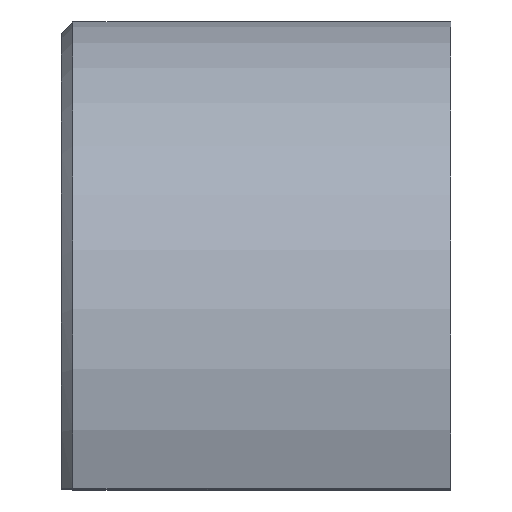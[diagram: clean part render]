
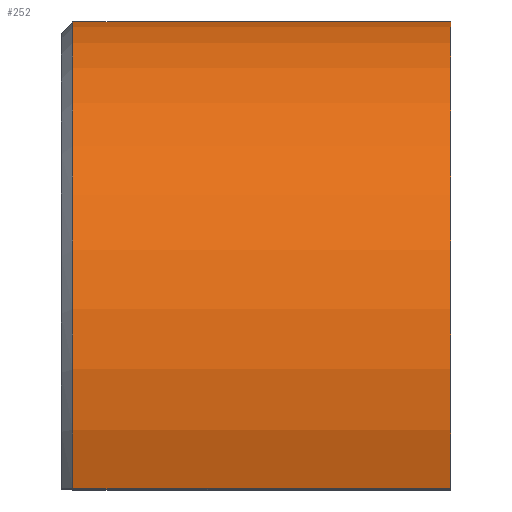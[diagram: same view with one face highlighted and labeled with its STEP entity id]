
A CAD part, top view. The second image highlights one B-rep face of the part: STEP entity #252.
In plain terms, the highlighted cylindrical face has radius 45 mm (diameter 90 mm), a partial arc.
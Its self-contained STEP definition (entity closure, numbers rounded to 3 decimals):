
#211=CARTESIAN_POINT('',(-25.0,0.0,0.0));
#212=DIRECTION('',(1.0,0.0,0.0));
#213=DIRECTION('',(0.0,1.0,0.0));
#214=AXIS2_PLACEMENT_3D('',#211,#212,#213);
#215=CYLINDRICAL_SURFACE('',#214,45.0);
#216=CARTESIAN_POINT('',(-48.5,45.0,0.));
#217=VERTEX_POINT('',#216);
#218=CARTESIAN_POINT('',(0.0,45.0,0.));
#219=VERTEX_POINT('',#218);
#220=CARTESIAN_POINT('',(-48.5,45.0,0.));
#221=DIRECTION('',(1.0,0.0,0.0));
#222=VECTOR('',#221,48.5);
#223=LINE('',#220,#222);
#224=EDGE_CURVE('',#217,#219,#223,.T.);
#225=ORIENTED_EDGE('',*,*,#224,.F.);
#226=CARTESIAN_POINT('',(-48.5,-15.,42.426));
#227=VERTEX_POINT('',#226);
#228=CARTESIAN_POINT('',(-48.5,0.0,0.0));
#229=DIRECTION('',(-1.0,0.0,0.0));
#230=DIRECTION('',(0.0,1.0,0.0));
#231=AXIS2_PLACEMENT_3D('',#228,#229,#230);
#232=CIRCLE('',#231,45.0);
#233=EDGE_CURVE('',#227,#217,#232,.T.);
#234=ORIENTED_EDGE('',*,*,#233,.F.);
#235=CARTESIAN_POINT('',(0.0,-15.,42.426));
#236=VERTEX_POINT('',#235);
#237=CARTESIAN_POINT('',(-48.5,-15.,42.426));
#238=DIRECTION('',(1.0,0.0,0.0));
#239=VECTOR('',#238,48.5);
#240=LINE('',#237,#239);
#241=EDGE_CURVE('',#227,#236,#240,.T.);
#242=ORIENTED_EDGE('',*,*,#241,.T.);
#243=CARTESIAN_POINT('',(0.0,0.0,0.0));
#244=DIRECTION('',(1.0,0.0,0.0));
#245=DIRECTION('',(0.0,1.0,0.0));
#246=AXIS2_PLACEMENT_3D('',#243,#244,#245);
#247=CIRCLE('',#246,45.0);
#248=EDGE_CURVE('',#219,#236,#247,.T.);
#249=ORIENTED_EDGE('',*,*,#248,.F.);
#250=EDGE_LOOP('',(#225,#234,#242,#249));
#251=FACE_OUTER_BOUND('',#250,.T.);
#252=ADVANCED_FACE('',(#251),#215,.T.);
